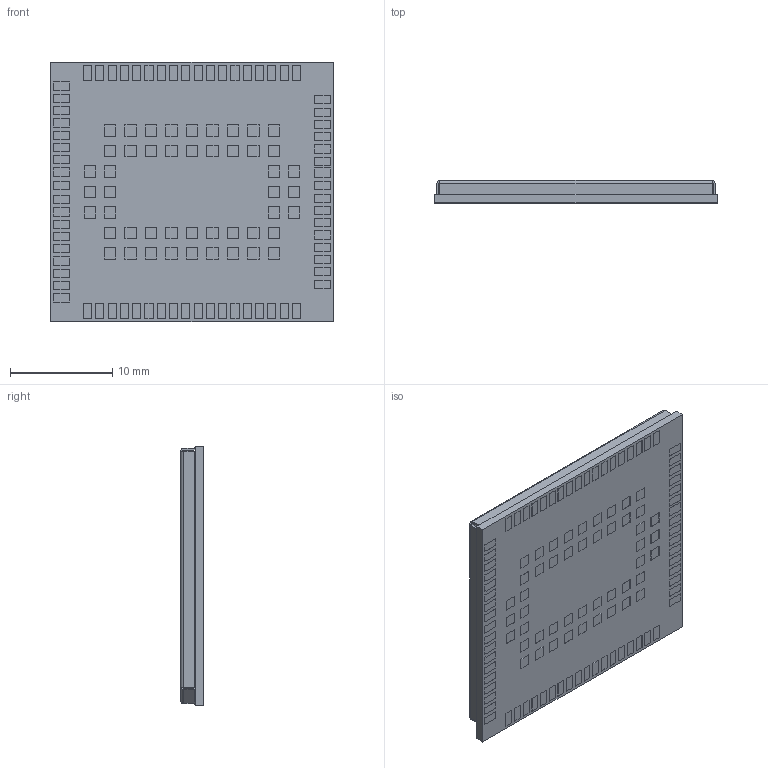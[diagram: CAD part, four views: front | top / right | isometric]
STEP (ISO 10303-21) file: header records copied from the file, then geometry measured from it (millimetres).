
FILE_DESCRIPTION (( 'STEP AP214' ), '1' );
FILE_NAME ('MODULE_EHS6.STEP', '2017-12-25T03:18:43', ( 'Sky123.Org' ), ( 'Sky123.Org' ), 'SwSTEP 2.0', 'SolidWorks 2013', '' );
FILE_SCHEMA (( 'AUTOMOTIVE_DESIGN' ));
Length unit declared in the file: millimetre
Products named in the file (1): MODULE_EHS6
Bounding box: 27.6 x 2.21 x 25.4 mm (x, y, z)
Volume: 720.2 mm3; surface area: 3057.3 mm2
Topology: 1 solids, 1 shells, 785 faces, 1936 edges, 1284 vertices
Faces by surface type: plane 724, bspline 46, cylinder 15
Entity records: 33932 total; most frequent: CARTESIAN_POINT 6875, ORIENTED_EDGE 3872, DIRECTION 3354, EDGE_CURVE 1936, LINE 1814, VECTOR 1814, VERTEX_POINT 1284, EDGE_LOOP 924
